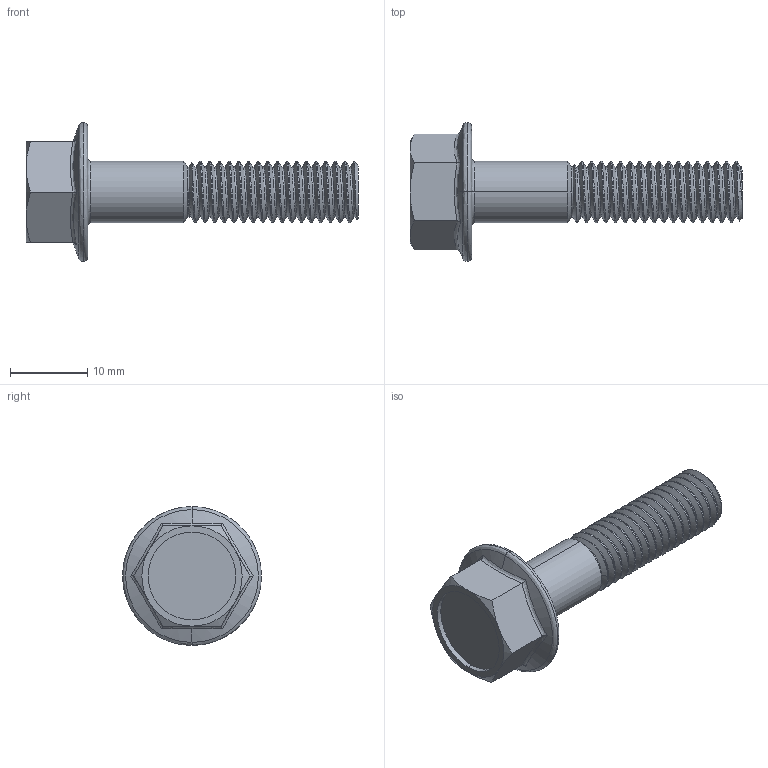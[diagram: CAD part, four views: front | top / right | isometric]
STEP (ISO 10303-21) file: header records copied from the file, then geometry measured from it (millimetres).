
FILE_DESCRIPTION (( 'STEP AP214' ), '1' );
FILE_NAME ('B006HYGWDW.3D.STP', '2013-07-31T00:55:19', ( '' ), ( '' ), 'SwSTEP 2.0', 'SolidWorks 2012', '' );
FILE_SCHEMA (( 'AUTOMOTIVE_DESIGN' ));
Length unit declared in the file: inch
Products named in the file (1): B006HYGWDW.3D
Bounding box: 43 x 18 x 18 mm (x, y, z)
Volume: 2793.5 mm3; surface area: 2008 mm2
Topology: 1 solids, 1 shells, 81 faces, 208 edges, 131 vertices
Faces by surface type: cylinder 38, bspline 17, cone 16, plane 10
Entity records: 6553 total; most frequent: CARTESIAN_POINT 4894, ORIENTED_EDGE 416, DIRECTION 258, EDGE_CURVE 208, VERTEX_POINT 131, AXIS2_PLACEMENT_3D 103, EDGE_LOOP 83, FACE_OUTER_BOUND 81
